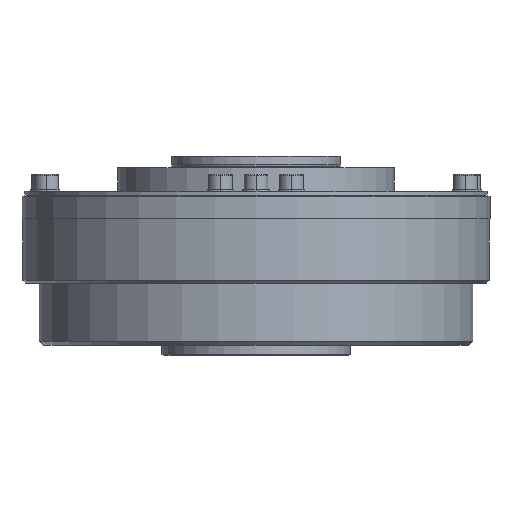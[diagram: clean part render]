
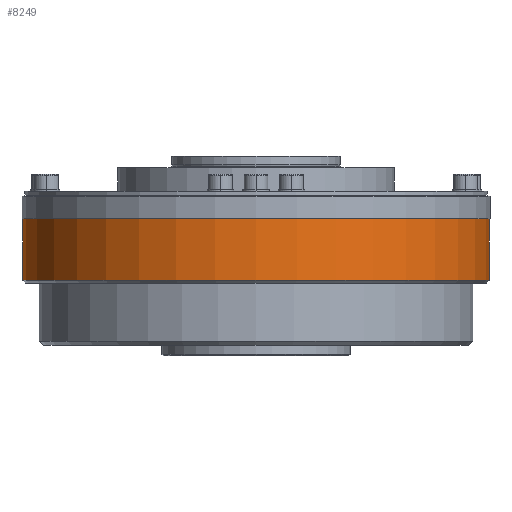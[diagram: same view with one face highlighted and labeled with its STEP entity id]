
A CAD part, front view. The second image highlights one B-rep face of the part: STEP entity #8249.
In plain terms, the highlighted cylindrical face has radius 157.5 mm (diameter 315 mm), a partial arc.
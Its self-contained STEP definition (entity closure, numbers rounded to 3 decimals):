
#68 = CARTESIAN_POINT ( 'NONE',  ( 157.5, 0., 92.6 ) ) ;
#69 = DIRECTION ( 'NONE',  ( 0., 0., -1. ) ) ;
#70 = VECTOR ( 'NONE', #69, 1000. ) ;
#71 = CARTESIAN_POINT ( 'NONE',  ( 157.5, 0., 0. ) ) ;
#72 = LINE ( 'NONE', #71, #70 ) ;
#4777 = DIRECTION ( 'NONE',  ( 0., 0., -1. ) ) ;
#4778 = CARTESIAN_POINT ( 'NONE',  ( 0., 0., 92.6 ) ) ;
#4779 = AXIS2_PLACEMENT_3D ( 'NONE', #4778, #4777, #4810 ) ;
#4780 = CIRCLE ( 'NONE', #4779, 157.5 ) ;
#4810 = DIRECTION ( 'NONE',  ( 1., 0., 0. ) ) ;
#4957 = DIRECTION ( 'NONE',  ( 0., 0., -1. ) ) ;
#4958 = CARTESIAN_POINT ( 'NONE',  ( 0., 0., 51.1 ) ) ;
#4959 = AXIS2_PLACEMENT_3D ( 'NONE', #4958, #4957, #5082 ) ;
#4960 = CIRCLE ( 'NONE', #4959, 157.5 ) ;
#5077 = CARTESIAN_POINT ( 'NONE',  ( 0., 0., 0. ) ) ;
#5078 = AXIS2_PLACEMENT_3D ( 'NONE', #5077, #5128, #5127 ) ;
#5082 = DIRECTION ( 'NONE',  ( -1., 0., 0. ) ) ;
#5083 = CYLINDRICAL_SURFACE ( 'NONE', #5078, 157.5 ) ;
#5101 = FACE_OUTER_BOUND ( 'NONE', #8246, .T. ) ;
#5127 = DIRECTION ( 'NONE',  ( -1., 0., 0. ) ) ;
#5128 = DIRECTION ( 'NONE',  ( 0., 0., -1. ) ) ;
#5757 = CARTESIAN_POINT ( 'NONE',  ( -157.5, 0., 92.6 ) ) ;
#5901 = DIRECTION ( 'NONE',  ( 0., 0., -1. ) ) ;
#5902 = VECTOR ( 'NONE', #5901, 1000. ) ;
#5903 = CARTESIAN_POINT ( 'NONE',  ( -157.5, 0., 0. ) ) ;
#5904 = LINE ( 'NONE', #5903, #5902 ) ;
#5905 = CARTESIAN_POINT ( 'NONE',  ( -157.5, 0., 51.1 ) ) ;
#5912 = CARTESIAN_POINT ( 'NONE',  ( 157.5, 0., 51.1 ) ) ;
#7580 = VERTEX_POINT ( 'NONE', #5912 ) ;
#7583 = VERTEX_POINT ( 'NONE', #5905 ) ;
#7585 = EDGE_CURVE ( 'NONE', #7604, #7583, #5904, .T. ) ;
#7604 = VERTEX_POINT ( 'NONE', #5757 ) ;
#7664 = VERTEX_POINT ( 'NONE', #68 ) ;
#7666 = EDGE_CURVE ( 'NONE', #7664, #7580, #72, .T. ) ;
#8138 = EDGE_CURVE ( 'NONE', #7664, #7604, #4780, .T. ) ;
#8246 = EDGE_LOOP ( 'NONE', ( #8263, #8261, #8247, #8248 ) ) ;
#8247 = ORIENTED_EDGE ( 'NONE', *, *, #7585, .T. ) ;
#8248 = ORIENTED_EDGE ( 'NONE', *, *, #8252, .F. ) ;
#8249 = ADVANCED_FACE ( 'NONE', ( #5101 ), #5083, .T. ) ;
#8252 = EDGE_CURVE ( 'NONE', #7580, #7583, #4960, .T. ) ;
#8261 = ORIENTED_EDGE ( 'NONE', *, *, #8138, .T. ) ;
#8263 = ORIENTED_EDGE ( 'NONE', *, *, #7666, .F. ) ;
